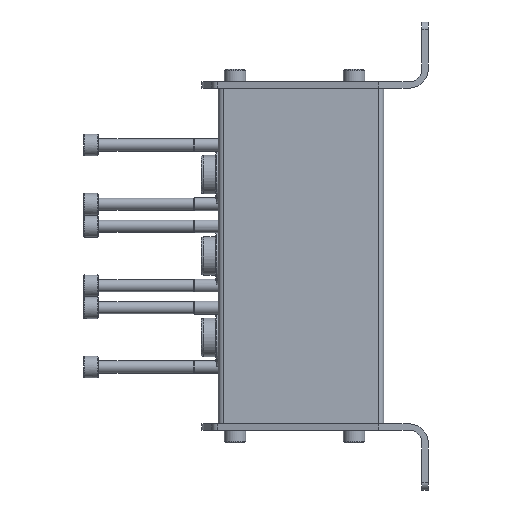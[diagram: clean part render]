
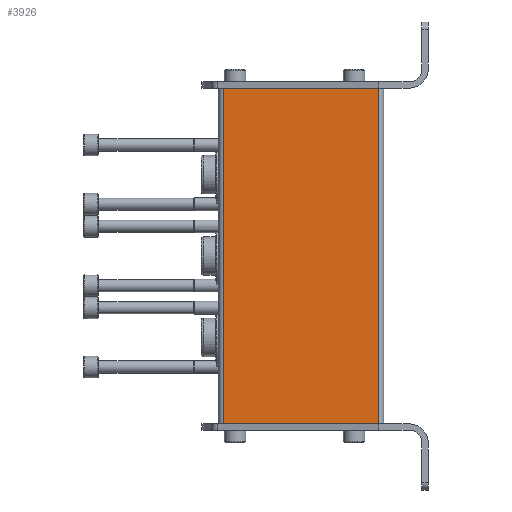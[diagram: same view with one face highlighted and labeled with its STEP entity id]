
A CAD part, left-side view. The second image highlights one B-rep face of the part: STEP entity #3926.
In plain terms, the highlighted planar face has unit normal (-1, 0, 0).
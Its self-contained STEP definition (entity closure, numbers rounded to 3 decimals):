
#196=LINE('',#6177,#434);
#197=LINE('',#6180,#435);
#198=LINE('',#6182,#436);
#199=LINE('',#6184,#437);
#434=VECTOR('',#4806,1000.);
#435=VECTOR('',#4807,1000.);
#436=VECTOR('',#4808,1000.);
#437=VECTOR('',#4809,1000.);
#672=PLANE('',#4262);
#1042=ORIENTED_EDGE('',*,*,#2080,.F.);
#1043=ORIENTED_EDGE('',*,*,#2081,.F.);
#1044=ORIENTED_EDGE('',*,*,#2082,.T.);
#1045=ORIENTED_EDGE('',*,*,#2083,.T.);
#2080=EDGE_CURVE('',#2599,#2600,#196,.T.);
#2081=EDGE_CURVE('',#2601,#2599,#197,.T.);
#2082=EDGE_CURVE('',#2601,#2602,#198,.T.);
#2083=EDGE_CURVE('',#2602,#2600,#199,.T.);
#2599=VERTEX_POINT('',#6178);
#2600=VERTEX_POINT('',#6179);
#2601=VERTEX_POINT('',#6181);
#2602=VERTEX_POINT('',#6183);
#3021=EDGE_LOOP('',(#1042,#1043,#1044,#1045));
#3423=FACE_BOUND('',#3021,.T.);
#3926=ADVANCED_FACE('',(#3423),#672,.T.);
#4262=AXIS2_PLACEMENT_3D('',#6176,#4804,#4805);
#4804=DIRECTION('',(-1.,0.,0.));
#4805=DIRECTION('',(0.,0.,1.));
#4806=DIRECTION('',(0.,-1.,0.));
#4807=DIRECTION('',(0.,0.,1.));
#4808=DIRECTION('',(0.,-1.,0.));
#4809=DIRECTION('',(0.,0.,1.));
#6176=CARTESIAN_POINT('',(-17.,28.,-132.));
#6177=CARTESIAN_POINT('',(-17.,28.,0.));
#6178=CARTESIAN_POINT('',(-17.,28.,0.));
#6179=CARTESIAN_POINT('',(-17.,-33.,0.));
#6180=CARTESIAN_POINT('',(-17.,28.,-132.));
#6181=CARTESIAN_POINT('',(-17.,28.,-132.));
#6182=CARTESIAN_POINT('',(-17.,28.,-132.));
#6183=CARTESIAN_POINT('',(-17.,-33.,-132.));
#6184=CARTESIAN_POINT('',(-17.,-33.,-132.));
